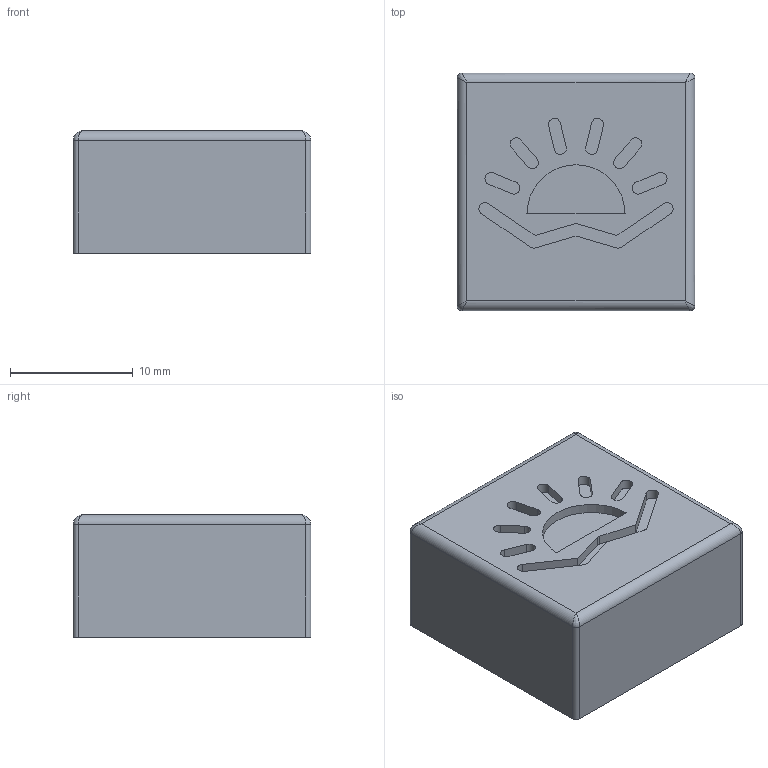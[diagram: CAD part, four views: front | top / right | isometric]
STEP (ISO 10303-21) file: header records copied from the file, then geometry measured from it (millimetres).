
FILE_DESCRIPTION(/* description */ (''),/* implementation_level */ '2;1');
FILE_NAME(/* name */ 'Sun Button.stp',/* time_stamp */ '2024-01-13T09:06:24-06:00',/* author */ (''),/* organization */ (''),/* preprocessor_version */ 'ST-DEVELOPER v20',/* originating_system */ 'Autodesk Translation Framework v12.14.0.127',/* authorisation */ '');
FILE_SCHEMA (('AUTOMOTIVE_DESIGN { 1 0 10303 214 3 1 1 }'));
Length unit declared in the file: millimetre
Products named in the file (1): Button Cap
Bounding box: 19.4 x 19.4 x 10 mm (x, y, z)
Volume: 2248.8 mm3; surface area: 2298.9 mm2
Topology: 1 solids, 1 shells, 116 faces, 292 edges, 184 vertices
Faces by surface type: plane 81, cylinder 31, bspline 4
Full cylindrical faces by diameter (mm): 6 x1
Entity records: 3534 total; most frequent: CARTESIAN_POINT 685, DIRECTION 584, ORIENTED_EDGE 576, EDGE_CURVE 288, LINE 218, VECTOR 218, VERTEX_POINT 184, AXIS2_PLACEMENT_3D 183
